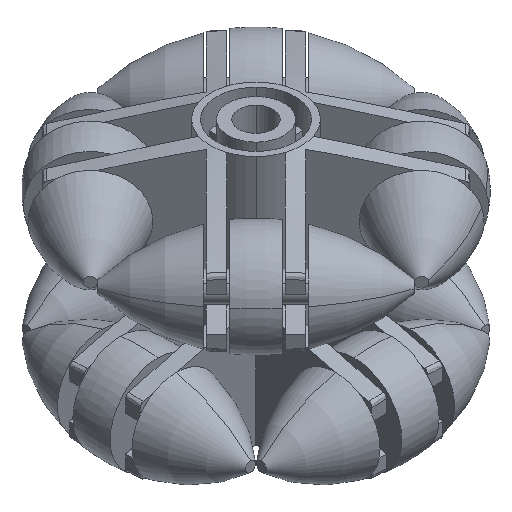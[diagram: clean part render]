
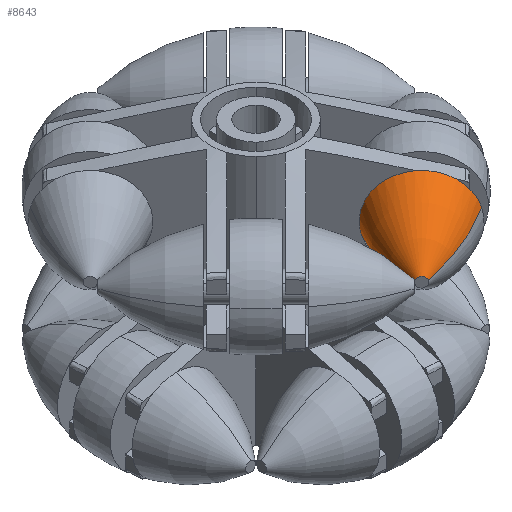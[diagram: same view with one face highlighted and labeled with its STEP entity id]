
A CAD part, isometric view. The second image highlights one B-rep face of the part: STEP entity #8643.
In plain terms, the highlighted toroidal (fillet/blend) face has major radius 28.3 mm and minor radius 40 mm.
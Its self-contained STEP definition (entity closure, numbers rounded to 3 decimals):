
#59 = ORIENTED_EDGE ( 'NONE', *, *, #1081, .F. ) ;
#165 = FACE_OUTER_BOUND ( 'NONE', #10323, .T. ) ;
#222 = ORIENTED_EDGE ( 'NONE', *, *, #5173, .F. ) ;
#552 = CARTESIAN_POINT ( 'NONE',  ( 0., 0., 27. ) ) ;
#936 = AXIS2_PLACEMENT_3D ( 'NONE', #1526, #10725, #5678 ) ;
#1081 = EDGE_CURVE ( 'NONE', #5636, #10632, #9168, .T. ) ;
#1526 = CARTESIAN_POINT ( 'NONE',  ( -28.3, 0., 0. ) ) ;
#1996 = AXIS2_PLACEMENT_3D ( 'NONE', #10714, #2405, #10759 ) ;
#2405 = DIRECTION ( 'NONE',  ( 0., 0., 1. ) ) ;
#2753 = EDGE_CURVE ( 'NONE', #4029, #10632, #7941, .T. ) ;
#2763 = ORIENTED_EDGE ( 'NONE', *, *, #2753, .T. ) ;
#2806 = CIRCLE ( 'NONE', #4355, 10.674 ) ;
#3139 = EDGE_CURVE ( 'NONE', #7020, #4029, #2806, .T. ) ;
#4029 = VERTEX_POINT ( 'NONE', #5588 ) ;
#4140 = CARTESIAN_POINT ( 'NONE',  ( 0., 0., 9. ) ) ;
#4355 = AXIS2_PLACEMENT_3D ( 'NONE', #4140, #10056, #5824 ) ;
#4717 = AXIS2_PLACEMENT_3D ( 'NONE', #9667, #7079, #7970 ) ;
#5173 = EDGE_CURVE ( 'NONE', #7020, #5636, #6140, .T. ) ;
#5588 = CARTESIAN_POINT ( 'NONE',  ( -10.674, 0., 9. ) ) ;
#5636 = VERTEX_POINT ( 'NONE', #9406 ) ;
#5678 = DIRECTION ( 'NONE',  ( 0., 0., -1. ) ) ;
#5824 = DIRECTION ( 'NONE',  ( 0., -1., 0. ) ) ;
#5942 = ORIENTED_EDGE ( 'NONE', *, *, #3139, .T. ) ;
#6140 = CIRCLE ( 'NONE', #936, 40. ) ;
#7020 = VERTEX_POINT ( 'NONE', #8829 ) ;
#7079 = DIRECTION ( 'NONE',  ( 0., 1., 0. ) ) ;
#7941 = CIRCLE ( 'NONE', #4717, 40. ) ;
#7970 = DIRECTION ( 'NONE',  ( -1., 0., 0. ) ) ;
#8048 = DIRECTION ( 'NONE',  ( 1., 0., 0. ) ) ;
#8059 = TOROIDAL_SURFACE ( 'NONE', #1996, -28.3, 40. ) ;
#8416 = AXIS2_PLACEMENT_3D ( 'NONE', #552, #8846, #8048 ) ;
#8643 = ADVANCED_FACE ( 'NONE', ( #165 ), #8059, .T. ) ;
#8829 = CARTESIAN_POINT ( 'NONE',  ( 10.674, 0., 9. ) ) ;
#8846 = DIRECTION ( 'NONE',  ( 0., 0., 1. ) ) ;
#9168 = CIRCLE ( 'NONE', #8416, 1.213 ) ;
#9242 = CARTESIAN_POINT ( 'NONE',  ( -1.213, 0., 27. ) ) ;
#9406 = CARTESIAN_POINT ( 'NONE',  ( 1.213, 0., 27. ) ) ;
#9667 = CARTESIAN_POINT ( 'NONE',  ( 28.3, 0., 0. ) ) ;
#10056 = DIRECTION ( 'NONE',  ( 0., 0., 1. ) ) ;
#10323 = EDGE_LOOP ( 'NONE', ( #5942, #2763, #59, #222 ) ) ;
#10632 = VERTEX_POINT ( 'NONE', #9242 ) ;
#10714 = CARTESIAN_POINT ( 'NONE',  ( 0., 0., 0. ) ) ;
#10725 = DIRECTION ( 'NONE',  ( 0., -1., 0. ) ) ;
#10759 = DIRECTION ( 'NONE',  ( 1., 0., 0. ) ) ;
